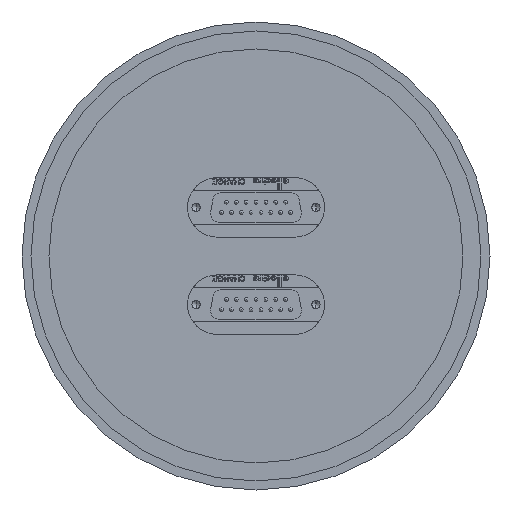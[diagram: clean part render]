
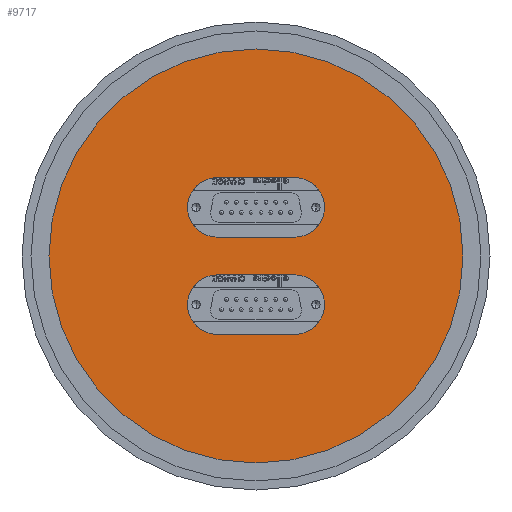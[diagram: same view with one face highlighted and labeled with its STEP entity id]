
A CAD part, front view. The second image highlights one B-rep face of the part: STEP entity #9717.
In plain terms, the highlighted planar face has unit normal (0, -1, 0).
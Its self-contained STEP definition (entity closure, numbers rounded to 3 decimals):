
#164 = CARTESIAN_POINT ( 'NONE',  ( -10.75, -12., 21.75 ) ) ;
#202 = DIRECTION ( 'NONE',  ( 0., 0., 1. ) ) ;
#361 = CARTESIAN_POINT ( 'NONE',  ( -10.75, -12., 5.25 ) ) ;
#449 = VERTEX_POINT ( 'NONE', #164 ) ;
#561 = CARTESIAN_POINT ( 'NONE',  ( -10.75, -12., 5.25 ) ) ;
#614 = VECTOR ( 'NONE', #1998, 1000. ) ;
#698 = VERTEX_POINT ( 'NONE', #561 ) ;
#841 = AXIS2_PLACEMENT_3D ( 'NONE', #2262, #10251, #9376 ) ;
#976 = VERTEX_POINT ( 'NONE', #7200 ) ;
#1015 = VERTEX_POINT ( 'NONE', #6227 ) ;
#1306 = FACE_BOUND ( 'NONE', #5172, .T. ) ;
#1452 = DIRECTION ( 'NONE',  ( 0., -1., 0. ) ) ;
#1610 = CARTESIAN_POINT ( 'NONE',  ( 0., -12., -57.5 ) ) ;
#1726 = EDGE_LOOP ( 'NONE', ( #2856, #10451 ) ) ;
#1776 = AXIS2_PLACEMENT_3D ( 'NONE', #8184, #2774, #10055 ) ;
#1950 = DIRECTION ( 'NONE',  ( 0., 1., 0. ) ) ;
#1982 = AXIS2_PLACEMENT_3D ( 'NONE', #3288, #1452, #6950 ) ;
#1988 = EDGE_CURVE ( 'NONE', #698, #449, #7437, .T. ) ;
#1998 = DIRECTION ( 'NONE',  ( -1., 0., 0. ) ) ;
#2139 = FACE_BOUND ( 'NONE', #10688, .T. ) ;
#2176 = LINE ( 'NONE', #361, #614 ) ;
#2262 = CARTESIAN_POINT ( 'NONE',  ( 0., -12., -57.5 ) ) ;
#2774 = DIRECTION ( 'NONE',  ( 0., 1., 0. ) ) ;
#2818 = EDGE_CURVE ( 'NONE', #6025, #8850, #6362, .T. ) ;
#2856 = ORIENTED_EDGE ( 'NONE', *, *, #10611, .T. ) ;
#2883 = ORIENTED_EDGE ( 'NONE', *, *, #1988, .T. ) ;
#2918 = ORIENTED_EDGE ( 'NONE', *, *, #4393, .T. ) ;
#3288 = CARTESIAN_POINT ( 'NONE',  ( 0., -12., 0. ) ) ;
#3384 = EDGE_CURVE ( 'NONE', #449, #5142, #3687, .T. ) ;
#3491 = ORIENTED_EDGE ( 'NONE', *, *, #5195, .T. ) ;
#3687 = LINE ( 'NONE', #4561, #11220 ) ;
#3838 = AXIS2_PLACEMENT_3D ( 'NONE', #5136, #9666, #11478 ) ;
#4393 = EDGE_CURVE ( 'NONE', #976, #6674, #11007, .T. ) ;
#4561 = CARTESIAN_POINT ( 'NONE',  ( -10.75, -12., 21.75 ) ) ;
#4628 = AXIS2_PLACEMENT_3D ( 'NONE', #10749, #8945, #9703 ) ;
#5136 = CARTESIAN_POINT ( 'NONE',  ( 0., -12., 0. ) ) ;
#5142 = VERTEX_POINT ( 'NONE', #7561 ) ;
#5172 = EDGE_LOOP ( 'NONE', ( #2918, #11090, #10009, #8282 ) ) ;
#5195 = EDGE_CURVE ( 'NONE', #5142, #1015, #11566, .T. ) ;
#5210 = AXIS2_PLACEMENT_3D ( 'NONE', #9814, #5464, #8168 ) ;
#5464 = DIRECTION ( 'NONE',  ( 0., 1., 0. ) ) ;
#5493 = CARTESIAN_POINT ( 'NONE',  ( 10.75, -12., 13.5 ) ) ;
#5502 = EDGE_CURVE ( 'NONE', #1015, #698, #2176, .T. ) ;
#5759 = AXIS2_PLACEMENT_3D ( 'NONE', #5493, #1950, #202 ) ;
#5891 = DIRECTION ( 'NONE',  ( 1., 0., 0. ) ) ;
#5922 = CIRCLE ( 'NONE', #3838, 57.5 ) ;
#6025 = VERTEX_POINT ( 'NONE', #9899 ) ;
#6227 = CARTESIAN_POINT ( 'NONE',  ( 10.75, -12., 5.25 ) ) ;
#6362 = CIRCLE ( 'NONE', #5210, 8.25 ) ;
#6504 = CARTESIAN_POINT ( 'NONE',  ( 0., -12., 57.5 ) ) ;
#6650 = VECTOR ( 'NONE', #10426, 1000. ) ;
#6674 = VERTEX_POINT ( 'NONE', #9353 ) ;
#6863 = CARTESIAN_POINT ( 'NONE',  ( -10.75, -12., -21.75 ) ) ;
#6886 = VECTOR ( 'NONE', #5891, 1000. ) ;
#6950 = DIRECTION ( 'NONE',  ( 0., 0., -1. ) ) ;
#7200 = CARTESIAN_POINT ( 'NONE',  ( -10.75, -12., -21.75 ) ) ;
#7258 = CIRCLE ( 'NONE', #1982, 57.5 ) ;
#7437 = CIRCLE ( 'NONE', #1776, 8.25 ) ;
#7550 = ORIENTED_EDGE ( 'NONE', *, *, #5502, .T. ) ;
#7561 = CARTESIAN_POINT ( 'NONE',  ( 10.75, -12., 21.75 ) ) ;
#7829 = EDGE_CURVE ( 'NONE', #8850, #976, #11309, .T. ) ;
#7942 = LINE ( 'NONE', #10388, #6886 ) ;
#8130 = CARTESIAN_POINT ( 'NONE',  ( 10.75, -12., -21.75 ) ) ;
#8168 = DIRECTION ( 'NONE',  ( 0., 0., 1. ) ) ;
#8184 = CARTESIAN_POINT ( 'NONE',  ( -10.75, -12., 13.5 ) ) ;
#8217 = DIRECTION ( 'NONE',  ( 1., 0., 0. ) ) ;
#8282 = ORIENTED_EDGE ( 'NONE', *, *, #7829, .T. ) ;
#8382 = PLANE ( 'NONE',  #841 ) ;
#8850 = VERTEX_POINT ( 'NONE', #8130 ) ;
#8945 = DIRECTION ( 'NONE',  ( 0., 1., 0. ) ) ;
#8958 = VERTEX_POINT ( 'NONE', #6504 ) ;
#9353 = CARTESIAN_POINT ( 'NONE',  ( -10.75, -12., -5.25 ) ) ;
#9376 = DIRECTION ( 'NONE',  ( 0., 0., -1. ) ) ;
#9539 = VERTEX_POINT ( 'NONE', #1610 ) ;
#9666 = DIRECTION ( 'NONE',  ( 0., -1., 0. ) ) ;
#9703 = DIRECTION ( 'NONE',  ( 0., 0., 1. ) ) ;
#9717 = ADVANCED_FACE ( 'NONE', ( #1306, #2139, #10137 ), #8382, .T. ) ;
#9814 = CARTESIAN_POINT ( 'NONE',  ( 10.75, -12., -13.5 ) ) ;
#9843 = EDGE_CURVE ( 'NONE', #8958, #9539, #5922, .T. ) ;
#9899 = CARTESIAN_POINT ( 'NONE',  ( 10.75, -12., -5.25 ) ) ;
#10009 = ORIENTED_EDGE ( 'NONE', *, *, #2818, .T. ) ;
#10055 = DIRECTION ( 'NONE',  ( 0., 0., 1. ) ) ;
#10137 = FACE_OUTER_BOUND ( 'NONE', #1726, .T. ) ;
#10251 = DIRECTION ( 'NONE',  ( 0., -1., 0. ) ) ;
#10388 = CARTESIAN_POINT ( 'NONE',  ( -10.75, -12., -5.25 ) ) ;
#10426 = DIRECTION ( 'NONE',  ( -1., 0., 0. ) ) ;
#10451 = ORIENTED_EDGE ( 'NONE', *, *, #9843, .T. ) ;
#10611 = EDGE_CURVE ( 'NONE', #9539, #8958, #7258, .T. ) ;
#10637 = EDGE_CURVE ( 'NONE', #6674, #6025, #7942, .T. ) ;
#10688 = EDGE_LOOP ( 'NONE', ( #2883, #11296, #3491, #7550 ) ) ;
#10749 = CARTESIAN_POINT ( 'NONE',  ( -10.75, -12., -13.5 ) ) ;
#11007 = CIRCLE ( 'NONE', #4628, 8.25 ) ;
#11090 = ORIENTED_EDGE ( 'NONE', *, *, #10637, .T. ) ;
#11220 = VECTOR ( 'NONE', #8217, 1000. ) ;
#11296 = ORIENTED_EDGE ( 'NONE', *, *, #3384, .T. ) ;
#11309 = LINE ( 'NONE', #6863, #6650 ) ;
#11478 = DIRECTION ( 'NONE',  ( 0., 0., -1. ) ) ;
#11566 = CIRCLE ( 'NONE', #5759, 8.25 ) ;
